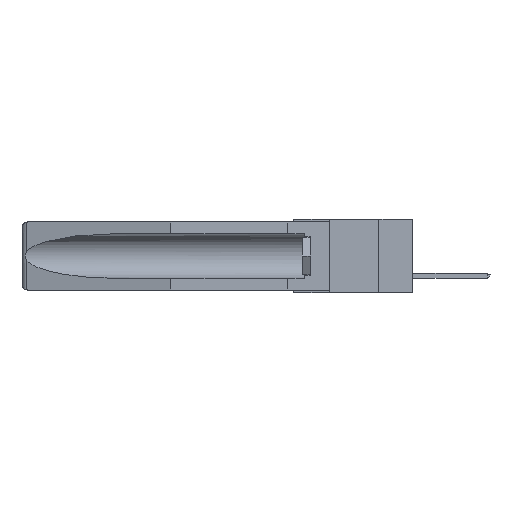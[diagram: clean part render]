
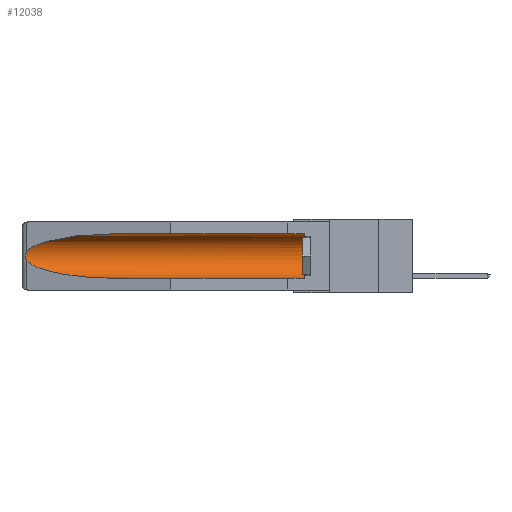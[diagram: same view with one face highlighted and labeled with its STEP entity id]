
A CAD part, left-side view. The second image highlights one B-rep face of the part: STEP entity #12038.
In plain terms, the highlighted cylindrical face has radius 2.857 mm (diameter 5.715 mm), a partial arc.
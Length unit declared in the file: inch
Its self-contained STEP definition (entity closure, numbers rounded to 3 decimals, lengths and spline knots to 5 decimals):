
#1240 =( BOUNDED_CURVE ( )  B_SPLINE_CURVE ( 3, ( #5977, #20526, #16453, #8150 ),
 .UNSPECIFIED., .F., .F. ) 
 B_SPLINE_CURVE_WITH_KNOTS ( ( 4, 4 ),
 ( 0.1948, 1.5708 ),
 .UNSPECIFIED. ) 
 CURVE ( )  GEOMETRIC_REPRESENTATION_ITEM ( )  RATIONAL_B_SPLINE_CURVE ( ( 1., 0.848, 0.848, 1. ) ) 
 REPRESENTATION_ITEM ( '' )  );
#2328 = AXIS2_PLACEMENT_3D ( 'NONE', #19848, #7386, #7293 ) ;
#2867 = ORIENTED_EDGE ( 'NONE', *, *, #6399, .T. ) ;
#2976 = CARTESIAN_POINT ( 'NONE',  ( 0.155, 0.126, -0.059 ) ) ;
#3153 = CARTESIAN_POINT ( 'NONE',  ( 0.155, 1.07973, -0.284 ) ) ;
#3340 = ORIENTED_EDGE ( 'NONE', *, *, #9489, .T. ) ;
#3814 = CARTESIAN_POINT ( 'NONE',  ( 0.25451, 1.48313, -0.09465 ) ) ;
#4091 = DIRECTION ( 'NONE',  ( 0., 1., 0. ) ) ;
#4582 = CARTESIAN_POINT ( 'NONE',  ( 0.26537, 1.52718, -0.14972 ) ) ;
#4618 = LINE ( 'NONE', #14792, #12423 ) ;
#5793 = DIRECTION ( 'NONE',  ( 0., 0., 1. ) ) ;
#5835 = FACE_OUTER_BOUND ( 'NONE', #9624, .T. ) ;
#5977 = CARTESIAN_POINT ( 'NONE',  ( 0.26537, 1.52718, -0.19328 ) ) ;
#6399 = EDGE_CURVE ( 'NONE', #23423, #14363, #16937, .T. ) ;
#6700 = VERTEX_POINT ( 'NONE', #2976 ) ;
#7293 = DIRECTION ( 'NONE',  ( 0., 0., 1. ) ) ;
#7386 = DIRECTION ( 'NONE',  ( 0., -1., 0. ) ) ;
#7422 = EDGE_CURVE ( 'NONE', #26691, #21567, #4618, .T. ) ;
#7779 = CARTESIAN_POINT ( 'NONE',  ( 0.26537, 1.52718, -0.14972 ) ) ;
#7864 = CARTESIAN_POINT ( 'NONE',  ( 0.2675, 1.53308, -0.17534 ) ) ;
#7984 = EDGE_CURVE ( 'NONE', #25746, #21567, #1240, .T. ) ;
#8045 = AXIS2_PLACEMENT_3D ( 'NONE', #14188, #12070, #5793 ) ;
#8150 = CARTESIAN_POINT ( 'NONE',  ( 0.155, 1.07973, -0.284 ) ) ;
#8747 = CYLINDRICAL_SURFACE ( 'NONE', #8045, 0.1125 ) ;
#9489 = EDGE_CURVE ( 'NONE', #6700, #23423, #19198, .T. ) ;
#9624 = EDGE_LOOP ( 'NONE', ( #2867, #10131, #14016, #22226, #12832, #3340 ) ) ;
#9856 = CARTESIAN_POINT ( 'NONE',  ( 0.26597, 1.52961, -0.15275 ) ) ;
#10048 = VECTOR ( 'NONE', #4091, 39.37008 ) ;
#10131 = ORIENTED_EDGE ( 'NONE', *, *, #13405, .T. ) ;
#10753 = DIRECTION ( 'NONE',  ( 0., 1., 0. ) ) ;
#12038 = ADVANCED_FACE ( 'NONE', ( #5835 ), #8747, .F. ) ;
#12070 = DIRECTION ( 'NONE',  ( 0., 1., 0. ) ) ;
#12423 = VECTOR ( 'NONE', #10753, 39.37008 ) ;
#12832 = ORIENTED_EDGE ( 'NONE', *, *, #20222, .T. ) ;
#13277 = B_SPLINE_CURVE_WITH_KNOTS ( 'NONE', 3,
 ( #7779, #9856, #26943, #20324, #14426, #7864, #22427, #16252, #26779, #14244 ),
 .UNSPECIFIED., .F., .F.,
 ( 4, 2, 2, 2, 4 ),
 ( 0., 0.00029, 0.00058, 0.00087, 0.00117 ),
 .UNSPECIFIED. ) ;
#13405 = EDGE_CURVE ( 'NONE', #14363, #25746, #13277, .T. ) ;
#13892 = CARTESIAN_POINT ( 'NONE',  ( 0.26537, 1.52718, -0.19328 ) ) ;
#14016 = ORIENTED_EDGE ( 'NONE', *, *, #7984, .T. ) ;
#14188 = CARTESIAN_POINT ( 'NONE',  ( 0.155, -0.30754, -0.1715 ) ) ;
#14244 = CARTESIAN_POINT ( 'NONE',  ( 0.26537, 1.52718, -0.19328 ) ) ;
#14363 = VERTEX_POINT ( 'NONE', #4582 ) ;
#14426 = CARTESIAN_POINT ( 'NONE',  ( 0.2675, 1.53308, -0.16763 ) ) ;
#14792 = CARTESIAN_POINT ( 'NONE',  ( 0.155, -0.30754, -0.284 ) ) ;
#16138 = CARTESIAN_POINT ( 'NONE',  ( 0.155, 1.07973, -0.059 ) ) ;
#16252 = CARTESIAN_POINT ( 'NONE',  ( 0.26655, 1.53094, -0.18657 ) ) ;
#16399 = CARTESIAN_POINT ( 'NONE',  ( 0.21114, 1.30732, -0.059 ) ) ;
#16453 = CARTESIAN_POINT ( 'NONE',  ( 0.21114, 1.30732, -0.284 ) ) ;
#16676 = CARTESIAN_POINT ( 'NONE',  ( 0.155, 1.07973, -0.059 ) ) ;
#16937 =( BOUNDED_CURVE ( )  B_SPLINE_CURVE ( 3, ( #16138, #16399, #3814, #22582 ),
 .UNSPECIFIED., .F., .F. ) 
 B_SPLINE_CURVE_WITH_KNOTS ( ( 4, 4 ),
 ( 4.71239, 6.08839 ),
 .UNSPECIFIED. ) 
 CURVE ( )  GEOMETRIC_REPRESENTATION_ITEM ( )  RATIONAL_B_SPLINE_CURVE ( ( 1., 0.848, 0.848, 1. ) ) 
 REPRESENTATION_ITEM ( '' )  );
#19198 = LINE ( 'NONE', #24897, #10048 ) ;
#19848 = CARTESIAN_POINT ( 'NONE',  ( 0.155, 0.126, -0.1715 ) ) ;
#20222 = EDGE_CURVE ( 'NONE', #26691, #6700, #24460, .T. ) ;
#20324 = CARTESIAN_POINT ( 'NONE',  ( 0.2673, 1.5327, -0.16383 ) ) ;
#20526 = CARTESIAN_POINT ( 'NONE',  ( 0.25451, 1.48313, -0.24835 ) ) ;
#21567 = VERTEX_POINT ( 'NONE', #3153 ) ;
#22226 = ORIENTED_EDGE ( 'NONE', *, *, #7422, .F. ) ;
#22427 = CARTESIAN_POINT ( 'NONE',  ( 0.2673, 1.53269, -0.17917 ) ) ;
#22582 = CARTESIAN_POINT ( 'NONE',  ( 0.26537, 1.52718, -0.14972 ) ) ;
#22741 = CARTESIAN_POINT ( 'NONE',  ( 0.155, 0.126, -0.284 ) ) ;
#23423 = VERTEX_POINT ( 'NONE', #16676 ) ;
#24460 = CIRCLE ( 'NONE', #2328, 0.1125 ) ;
#24897 = CARTESIAN_POINT ( 'NONE',  ( 0.155, -0.30754, -0.059 ) ) ;
#25746 = VERTEX_POINT ( 'NONE', #13892 ) ;
#26691 = VERTEX_POINT ( 'NONE', #22741 ) ;
#26779 = CARTESIAN_POINT ( 'NONE',  ( 0.26597, 1.5296, -0.19026 ) ) ;
#26943 = CARTESIAN_POINT ( 'NONE',  ( 0.26654, 1.53092, -0.15636 ) ) ;
